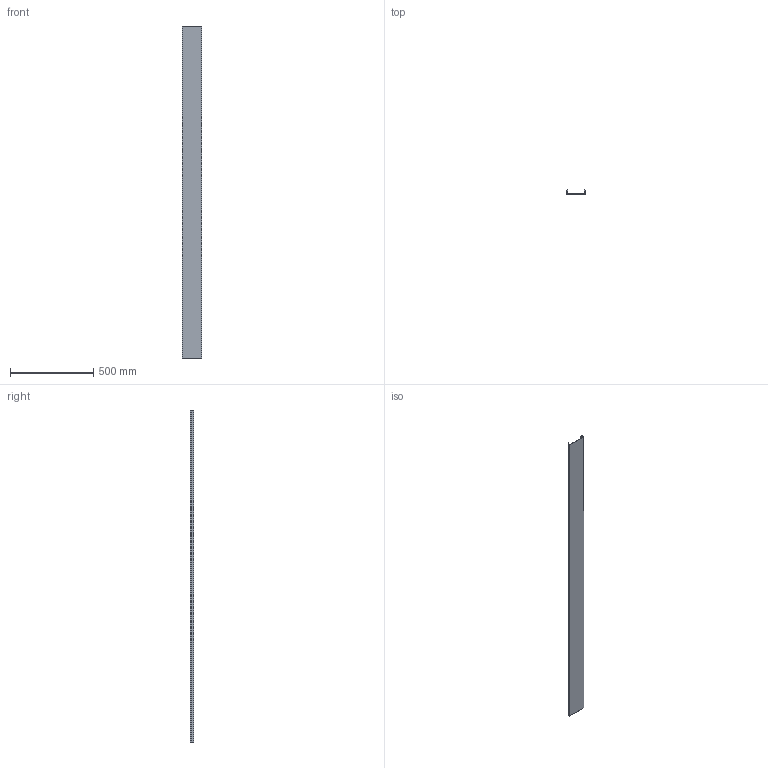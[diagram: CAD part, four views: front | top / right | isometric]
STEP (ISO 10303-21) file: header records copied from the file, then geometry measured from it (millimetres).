
FILE_DESCRIPTION((''),'2;1');
FILE_NAME('BR1202','2022-09-30T13:29:23',('mengusl'),(''),'CREO PARAMETRIC BY PTC INC, 2022024','CREO PARAMETRIC BY PTC INC, 2022024','');
FILE_SCHEMA(('AUTOMOTIVE_DESIGN { 1 0 10303 214 1 1 1 1 }'));
Length unit declared in the file: millimetre
Products named in the file (1): BR1202
Bounding box: 120 x 21 x 2000 mm (x, y, z)
Volume: 643800 mm3; surface area: 770243.8 mm2
Topology: 1 solids, 1 shells, 22 faces, 60 edges, 40 vertices
Faces by surface type: plane 22
Entity records: 1256 total; most frequent: COLOUR_RGB 315, CARTESIAN_POINT 135, DIRECTION 121, ORIENTED_EDGE 120, VECTOR 60, LINE 60, EDGE_CURVE 60, VERTEX_POINT 40
